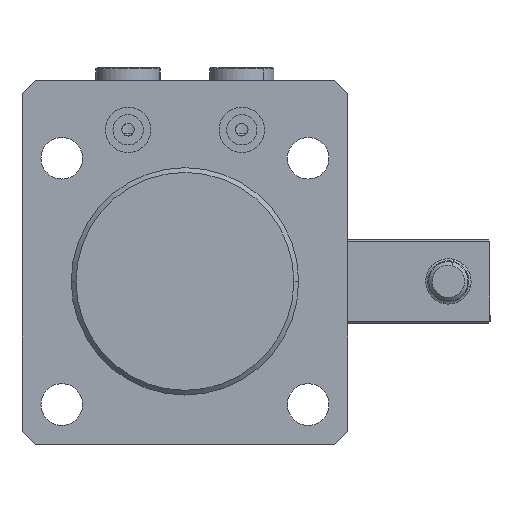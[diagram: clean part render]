
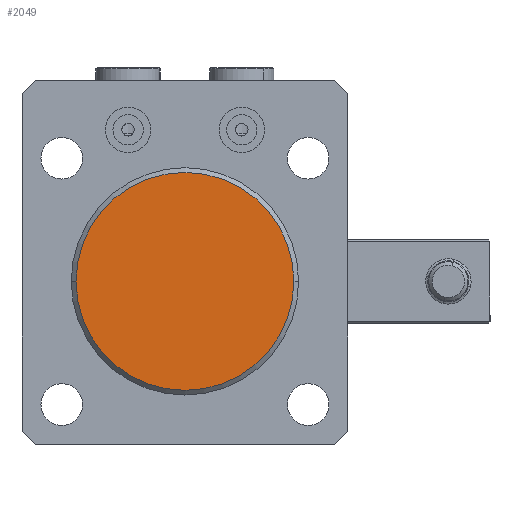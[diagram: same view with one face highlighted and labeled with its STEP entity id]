
A CAD part, front view. The second image highlights one B-rep face of the part: STEP entity #2049.
In plain terms, the highlighted planar face has unit normal (0, -1, 0).
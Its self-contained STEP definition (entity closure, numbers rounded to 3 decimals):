
#1995 = CARTESIAN_POINT ( 'NONE',  ( 672.322, 84.271, 0. ) ) ;
#2049 = ADVANCED_FACE ( 'NONE', ( #13315 ), #10541, .T. ) ;
#2443 = CIRCLE ( 'NONE', #16030, 28.75 ) ;
#3534 = DIRECTION ( 'NONE',  ( 1., 0., 0. ) ) ;
#3726 = CARTESIAN_POINT ( 'NONE',  ( 672.322, 84.271, 0. ) ) ;
#4928 = ORIENTED_EDGE ( 'NONE', *, *, #8133, .T. ) ;
#5224 = CARTESIAN_POINT ( 'NONE',  ( 701.072, 84.271, 0. ) ) ;
#5279 = DIRECTION ( 'NONE',  ( 1., 0., 0. ) ) ;
#5632 = CIRCLE ( 'NONE', #9412, 28.75 ) ;
#5953 = DIRECTION ( 'NONE',  ( 1., 0., 0. ) ) ;
#6798 = EDGE_LOOP ( 'NONE', ( #12357, #4928 ) ) ;
#8133 = EDGE_CURVE ( 'NONE', #8222, #14288, #5632, .T. ) ;
#8222 = VERTEX_POINT ( 'NONE', #5224 ) ;
#9412 = AXIS2_PLACEMENT_3D ( 'NONE', #1995, #12770, #3534 ) ;
#10541 = PLANE ( 'NONE',  #15691 ) ;
#12296 = EDGE_CURVE ( 'NONE', #14288, #8222, #2443, .T. ) ;
#12357 = ORIENTED_EDGE ( 'NONE', *, *, #12296, .T. ) ;
#12770 = DIRECTION ( 'NONE',  ( 0., -1., 0. ) ) ;
#13315 = FACE_OUTER_BOUND ( 'NONE', #6798, .T. ) ;
#14288 = VERTEX_POINT ( 'NONE', #16577 ) ;
#14515 = DIRECTION ( 'NONE',  ( 0., -1., 0. ) ) ;
#15172 = DIRECTION ( 'NONE',  ( 0., -1., 0. ) ) ;
#15691 = AXIS2_PLACEMENT_3D ( 'NONE', #18177, #15172, #5953 ) ;
#16030 = AXIS2_PLACEMENT_3D ( 'NONE', #3726, #14515, #5279 ) ;
#16577 = CARTESIAN_POINT ( 'NONE',  ( 643.572, 84.271, 0. ) ) ;
#18177 = CARTESIAN_POINT ( 'NONE',  ( 672.322, 84.271, 0. ) ) ;
